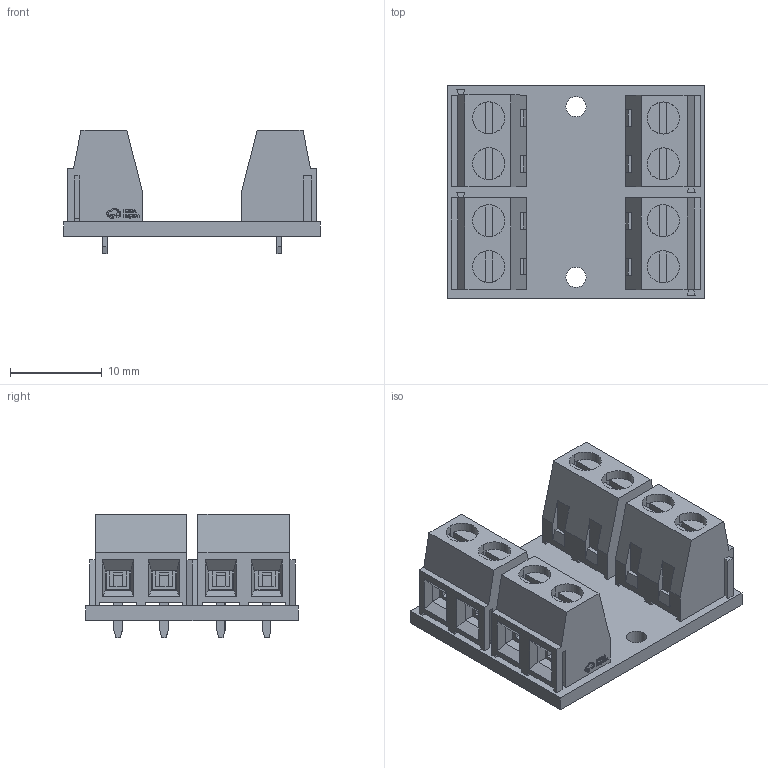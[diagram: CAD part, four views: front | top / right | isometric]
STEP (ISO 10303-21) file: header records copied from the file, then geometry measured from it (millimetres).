
FILE_DESCRIPTION(('Designed by EasyEDA Pro'),'2;1');
FILE_NAME('Open CASCADE Shape Model','2025-06-26T02:17:12',('Author'),( 'Open CASCADE'),'Open CASCADE STEP processor 7.8','Open CASCADE 7.8' ,'Unknown');
FILE_SCHEMA(('AUTOMOTIVE_DESIGN { 1 0 10303 214 1 1 1 1 }'));
Length unit declared in the file: millimetre
Products named in the file (8): PCBModel; Board; zdwT-2; CONN-TH_2P-P5.00_282836-2; SOLID; zdwT-1*; zdwT-2*; zdwT-1
Assembly tree (10 placements, depth 4):
  PCBModel
    Board
    zdwT-2
      CONN-TH_2P-P5.00_282836-2
        SOLID
    zdwT-1*
      CONN-TH_2P-P5.00_282836-2
        SOLID
    zdwT-2*
      CONN-TH_2P-P5.00_282836-2
        SOLID
    zdwT-1
      CONN-TH_2P-P5.00_282836-2
        SOLID
Bounding box: 27.97 x 23.17 x 13.5 mm (x, y, z)
Volume: 3403.5 mm3; surface area: 4578.5 mm2
Topology: 5 solids, 5 shells, 1380 faces, 3738 edges, 2476 vertices
Faces by surface type: plane 946, bspline 392, cylinder 42
Full cylindrical faces by diameter (mm): 1.1 x8, 2.2 x2
Entity records: 15029 total; most frequent: CARTESIAN_POINT 3280, ORIENTED_EDGE 1932, DIRECTION 1346, EDGE_CURVE 966, LINE 726, VECTOR 726, VERTEX_POINT 640, FACE_BOUND 408
